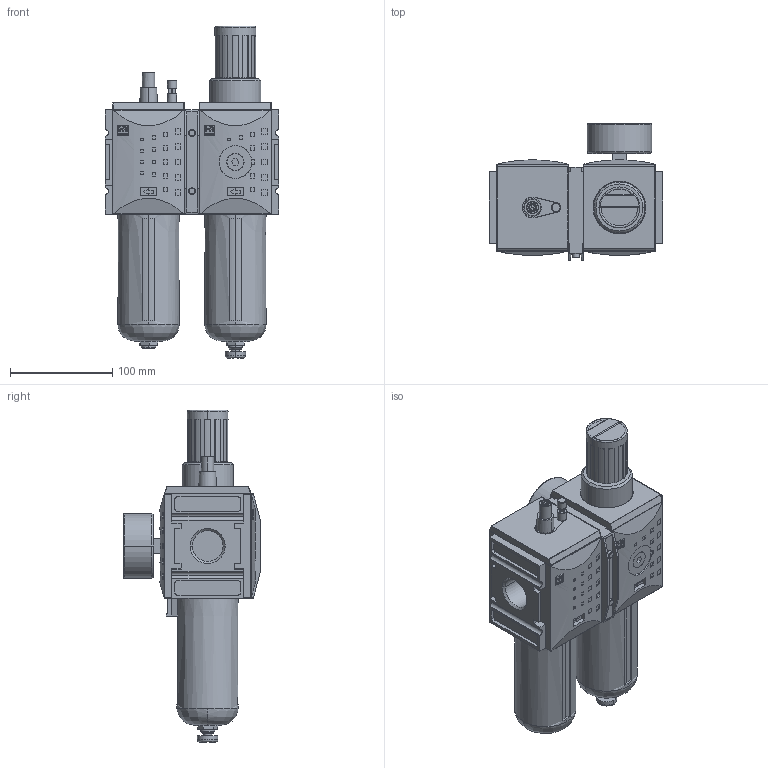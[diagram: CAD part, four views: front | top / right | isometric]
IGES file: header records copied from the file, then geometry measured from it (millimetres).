
Start section: SolidWorks IGES file using analytic representation for surfaces
Global section: file name: KS2U-41.IGS; native system: SolidWorks 2013; preprocessor: SolidWorks 2013; author: technolog; date: 140113.095851; units: millimetre
Bounding box: 170 x 133.61 x 324.9 mm (x, y, z)
Volume: 2449944.9 mm3; surface area: 223911.5 mm2
Topology: 11 solids, 11 shells, 1645 faces, 9014 edges, 11789 vertices
Faces by surface type: plane 1082, revolution 454, bspline 109
